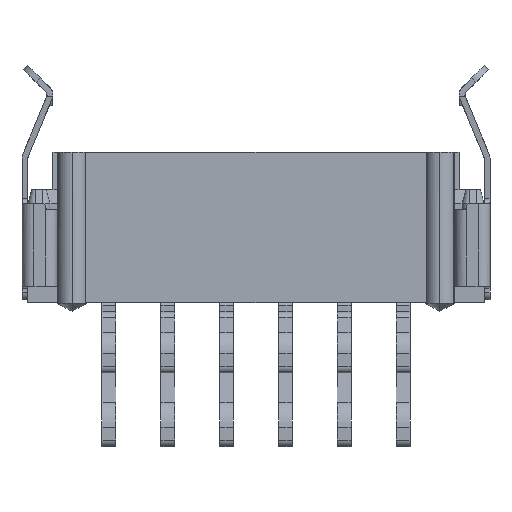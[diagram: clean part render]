
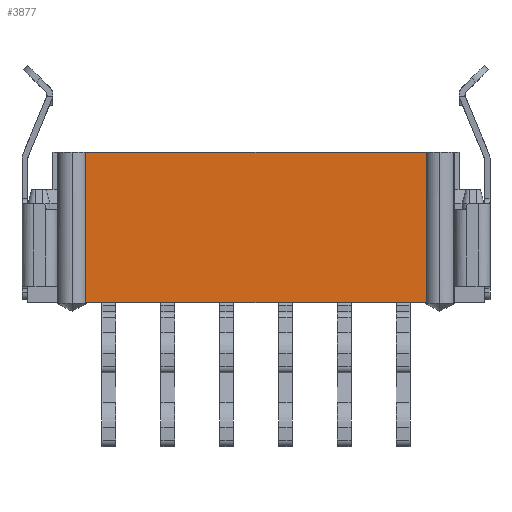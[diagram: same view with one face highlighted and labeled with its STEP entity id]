
A CAD part, top view. The second image highlights one B-rep face of the part: STEP entity #3877.
In plain terms, the highlighted planar face has unit normal (0, 0, 1).
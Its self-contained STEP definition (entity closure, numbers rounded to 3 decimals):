
#85=DIRECTION('',(-1.,0.,0.));
#86=VECTOR('',#85,11.583);
#87=CARTESIAN_POINT('',(5.792,0.,2.775));
#88=LINE('',#87,#86);
#625=DIRECTION('',(-1.,0.,0.));
#626=VECTOR('',#625,11.583);
#627=CARTESIAN_POINT('',(5.792,5.1,2.775));
#628=LINE('',#627,#626);
#769=DIRECTION('',(0.,1.,0.));
#770=VECTOR('',#769,5.1);
#771=CARTESIAN_POINT('',(-5.792,0.,2.775));
#772=LINE('',#771,#770);
#776=DIRECTION('',(0.,-1.,0.));
#777=VECTOR('',#776,5.1);
#778=CARTESIAN_POINT('',(5.792,5.1,2.775));
#779=LINE('',#778,#777);
#3261=CARTESIAN_POINT('',(5.792,0.,2.775));
#3263=VERTEX_POINT('',#3261);
#3269=CARTESIAN_POINT('',(5.792,5.1,2.775));
#3270=VERTEX_POINT('',#3269);
#3281=CARTESIAN_POINT('',(-5.792,0.,2.775));
#3283=VERTEX_POINT('',#3281);
#3289=CARTESIAN_POINT('',(-5.792,5.1,2.775));
#3290=VERTEX_POINT('',#3289);
#3864=CARTESIAN_POINT('',(6.75,0.,2.775));
#3865=DIRECTION('',(0.,0.,1.));
#3866=DIRECTION('',(-1.,0.,0.));
#3867=AXIS2_PLACEMENT_3D('',#3864,#3865,#3866);
#3868=PLANE('',#3867);
#3870=ORIENTED_EDGE('',*,*,#3869,.T.);
#3871=ORIENTED_EDGE('',*,*,#3798,.F.);
#3873=ORIENTED_EDGE('',*,*,#3872,.T.);
#3874=ORIENTED_EDGE('',*,*,#3486,.T.);
#3875=EDGE_LOOP('',(#3870,#3871,#3873,#3874));
#3876=FACE_OUTER_BOUND('',#3875,.F.);
#3486=EDGE_CURVE('',#3263,#3283,#88,.T.);
#3798=EDGE_CURVE('',#3270,#3290,#628,.T.);
#3869=EDGE_CURVE('',#3283,#3290,#772,.T.);
#3872=EDGE_CURVE('',#3270,#3263,#779,.T.);
#3877=ADVANCED_FACE('',(#3876),#3868,.T.);
